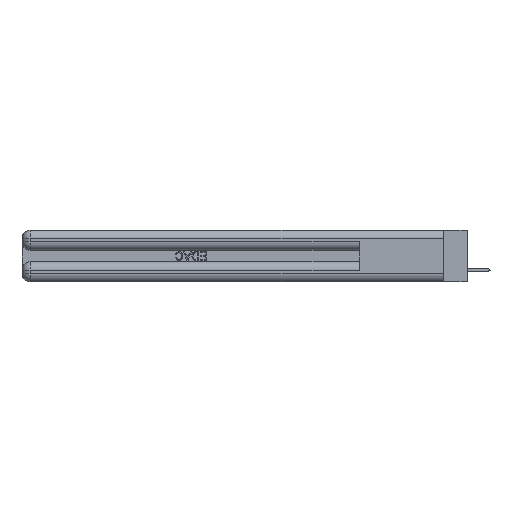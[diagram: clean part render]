
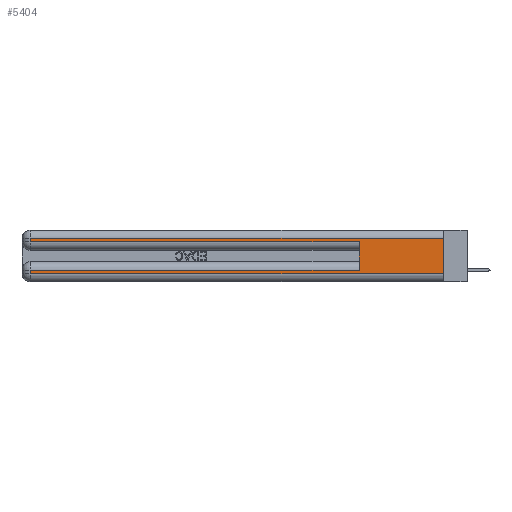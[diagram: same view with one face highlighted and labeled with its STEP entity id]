
A CAD part, left-side view. The second image highlights one B-rep face of the part: STEP entity #5404.
In plain terms, the highlighted planar face has unit normal (-1, 0, 0).
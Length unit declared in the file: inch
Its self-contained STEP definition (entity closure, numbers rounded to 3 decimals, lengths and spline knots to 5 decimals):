
#399 = VERTEX_POINT ( 'NONE', #42964 ) ;
#433 = VERTEX_POINT ( 'NONE', #43188 ) ;
#3747 = VERTEX_POINT ( 'NONE', #27195 ) ;
#4314 = CARTESIAN_POINT ( 'NONE',  ( 0., 2.94, 0.06 ) ) ;
#4323 = CARTESIAN_POINT ( 'NONE',  ( 0., 0., 0.37 ) ) ;
#4370 = VECTOR ( 'NONE', #16214, 39.37008 ) ;
#5232 = CARTESIAN_POINT ( 'NONE',  ( 0., 2.94, 0.285 ) ) ;
#5404 = ADVANCED_FACE ( 'NONE', ( #7474 ), #38489, .F. ) ;
#6794 = VERTEX_POINT ( 'NONE', #19392 ) ;
#7474 = FACE_OUTER_BOUND ( 'NONE', #10114, .T. ) ;
#9473 = LINE ( 'NONE', #41168, #27976 ) ;
#10028 = EDGE_CURVE ( 'NONE', #31676, #399, #38268, .T. ) ;
#10114 = EDGE_LOOP ( 'NONE', ( #14619, #25585, #14249, #38513, #25939, #21438, #12613, #13001 ) ) ;
#10388 = VECTOR ( 'NONE', #32283, 39.37008 ) ;
#11584 = VECTOR ( 'NONE', #42520, 39.37008 ) ;
#12300 = CARTESIAN_POINT ( 'NONE',  ( 0., 2.94, 0.37 ) ) ;
#12613 = ORIENTED_EDGE ( 'NONE', *, *, #42293, .T. ) ;
#13001 = ORIENTED_EDGE ( 'NONE', *, *, #34363, .T. ) ;
#13178 = EDGE_CURVE ( 'NONE', #22915, #41069, #43109, .T. ) ;
#14249 = ORIENTED_EDGE ( 'NONE', *, *, #13178, .T. ) ;
#14504 = DIRECTION ( 'NONE',  ( 1., 0., 0. ) ) ;
#14581 = CARTESIAN_POINT ( 'NONE',  ( 0., 0., 0.37 ) ) ;
#14619 = ORIENTED_EDGE ( 'NONE', *, *, #14811, .F. ) ;
#14811 = EDGE_CURVE ( 'NONE', #433, #3747, #15496, .T. ) ;
#15496 = LINE ( 'NONE', #14581, #4370 ) ;
#16214 = DIRECTION ( 'NONE',  ( 0., 0., -1. ) ) ;
#17391 = LINE ( 'NONE', #12300, #11584 ) ;
#18677 = CARTESIAN_POINT ( 'NONE',  ( 0., 0., 0.31 ) ) ;
#19392 = CARTESIAN_POINT ( 'NONE',  ( 0., 0.6, 0.285 ) ) ;
#20789 = VECTOR ( 'NONE', #35614, 39.37008 ) ;
#20900 = DIRECTION ( 'NONE',  ( 0., -1., 0. ) ) ;
#20977 = VECTOR ( 'NONE', #27895, 39.37008 ) ;
#21438 = ORIENTED_EDGE ( 'NONE', *, *, #10028, .T. ) ;
#21570 = AXIS2_PLACEMENT_3D ( 'NONE', #4323, #14504, #28462 ) ;
#21889 = VECTOR ( 'NONE', #40979, 39.37008 ) ;
#22915 = VERTEX_POINT ( 'NONE', #38796 ) ;
#23523 = CARTESIAN_POINT ( 'NONE',  ( 0., 2.94, 0.37 ) ) ;
#25104 = CARTESIAN_POINT ( 'NONE',  ( 0., 0., 0.085 ) ) ;
#25585 = ORIENTED_EDGE ( 'NONE', *, *, #35860, .T. ) ;
#25679 = VECTOR ( 'NONE', #37406, 39.37008 ) ;
#25939 = ORIENTED_EDGE ( 'NONE', *, *, #43444, .F. ) ;
#27195 = CARTESIAN_POINT ( 'NONE',  ( 0., 0., 0.06 ) ) ;
#27681 = CARTESIAN_POINT ( 'NONE',  ( 0., 0., 0.06 ) ) ;
#27895 = DIRECTION ( 'NONE',  ( 0., 0., 1. ) ) ;
#27976 = VECTOR ( 'NONE', #20900, 39.37008 ) ;
#28462 = DIRECTION ( 'NONE',  ( 0., 0., -1. ) ) ;
#30519 = LINE ( 'NONE', #31556, #20977 ) ;
#30683 = VERTEX_POINT ( 'NONE', #4314 ) ;
#31556 = CARTESIAN_POINT ( 'NONE',  ( 0., 0.6, 0.145 ) ) ;
#31676 = VERTEX_POINT ( 'NONE', #36492 ) ;
#32283 = DIRECTION ( 'NONE',  ( 0., 1., 0. ) ) ;
#34363 = EDGE_CURVE ( 'NONE', #30683, #3747, #39355, .T. ) ;
#35614 = DIRECTION ( 'NONE',  ( 0., 1., 0. ) ) ;
#35860 = EDGE_CURVE ( 'NONE', #433, #22915, #37870, .T. ) ;
#36492 = CARTESIAN_POINT ( 'NONE',  ( 0., 0.6, 0.085 ) ) ;
#37406 = DIRECTION ( 'NONE',  ( 0., 0., -1. ) ) ;
#37870 = LINE ( 'NONE', #18677, #10388 ) ;
#38268 = LINE ( 'NONE', #25104, #20789 ) ;
#38489 = PLANE ( 'NONE',  #21570 ) ;
#38513 = ORIENTED_EDGE ( 'NONE', *, *, #42063, .T. ) ;
#38796 = CARTESIAN_POINT ( 'NONE',  ( 0., 2.94, 0.31 ) ) ;
#39355 = LINE ( 'NONE', #27681, #21889 ) ;
#40979 = DIRECTION ( 'NONE',  ( 0., -1., 0. ) ) ;
#41069 = VERTEX_POINT ( 'NONE', #5232 ) ;
#41168 = CARTESIAN_POINT ( 'NONE',  ( 0., 0., 0.285 ) ) ;
#42063 = EDGE_CURVE ( 'NONE', #41069, #6794, #9473, .T. ) ;
#42293 = EDGE_CURVE ( 'NONE', #399, #30683, #17391, .T. ) ;
#42520 = DIRECTION ( 'NONE',  ( 0., 0., -1. ) ) ;
#42964 = CARTESIAN_POINT ( 'NONE',  ( 0., 2.94, 0.085 ) ) ;
#43109 = LINE ( 'NONE', #23523, #25679 ) ;
#43188 = CARTESIAN_POINT ( 'NONE',  ( 0., 0., 0.31 ) ) ;
#43444 = EDGE_CURVE ( 'NONE', #31676, #6794, #30519, .T. ) ;
